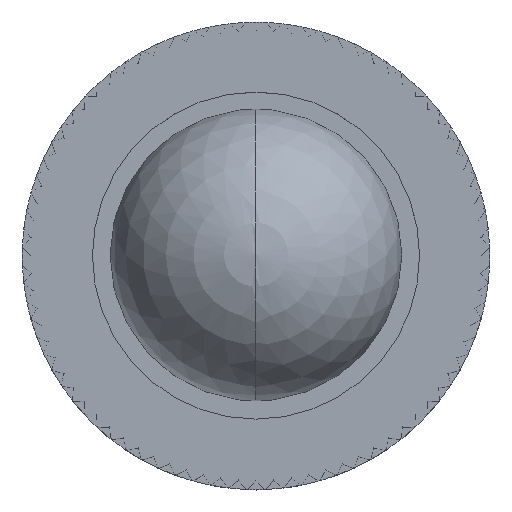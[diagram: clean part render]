
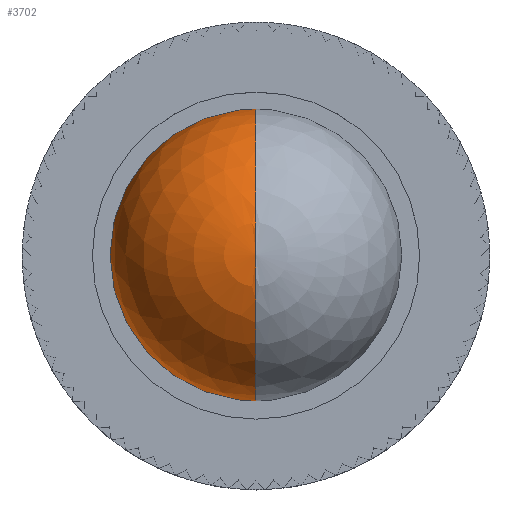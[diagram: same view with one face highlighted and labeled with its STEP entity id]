
A CAD part, top view. The second image highlights one B-rep face of the part: STEP entity #3702.
In plain terms, the highlighted spherical face has radius 5 mm.
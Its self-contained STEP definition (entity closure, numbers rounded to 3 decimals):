
#3362=VERTEX_POINT('',#9679);
#3702=ADVANCED_FACE('',(#10045),#10046,.T.);
#4142=EDGE_CURVE('',#8140,#3362,#10535,.T.);
#6686=EDGE_CURVE('',#3362,#9324,#13314,.T.);
#8140=VERTEX_POINT('',#14902);
#9324=VERTEX_POINT('',#16196);
#9328=EDGE_CURVE('',#9324,#8140,#16200,.T.);
#9679=CARTESIAN_POINT('',(0.,0.,16.7));
#10045=FACE_OUTER_BOUND('',#17140,.T.);
#10046=SPHERICAL_SURFACE('',#17141,5.0);
#10535=CIRCLE('',#17810,5.0);
#13314=CIRCLE('',#21638,5.0);
#14902=CARTESIAN_POINT('',(0.,4.898,10.693));
#16196=CARTESIAN_POINT('',(0.,-4.898,10.693));
#16200=CIRCLE('',#25626,4.898);
#17140=EDGE_LOOP('',(#26776,#26777,#26778));
#17141=AXIS2_PLACEMENT_3D('',#26779,#26780,#26781);
#17810=AXIS2_PLACEMENT_3D('',#27369,#27370,#27371);
#21638=AXIS2_PLACEMENT_3D('',#30496,#30497,#30498);
#25626=AXIS2_PLACEMENT_3D('',#33734,#33735,#33736);
#26776=ORIENTED_EDGE('',*,*,#6686,.F.);
#26777=ORIENTED_EDGE('',*,*,#4142,.F.);
#26778=ORIENTED_EDGE('',*,*,#9328,.F.);
#26779=CARTESIAN_POINT('',(0.,0.,11.7));
#26780=DIRECTION('',(0.0,0.0,-1.0));
#26781=DIRECTION('',(0.,-1.0,0.0));
#27369=CARTESIAN_POINT('',(0.,0.,11.7));
#27370=DIRECTION('',(1.0,0.,-0.0));
#27371=DIRECTION('',(0.0,0.0,1.0));
#30496=CARTESIAN_POINT('',(0.,0.,11.7));
#30497=DIRECTION('',(1.0,0.,-0.0));
#30498=DIRECTION('',(0.0,0.0,1.0));
#33734=CARTESIAN_POINT('',(0.,0.,10.693));
#33735=DIRECTION('',(0.0,0.0,-1.0));
#33736=DIRECTION('',(0.,1.0,0.0));
